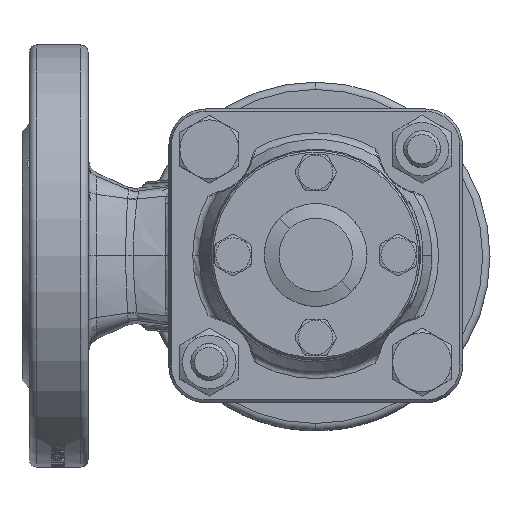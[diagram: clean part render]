
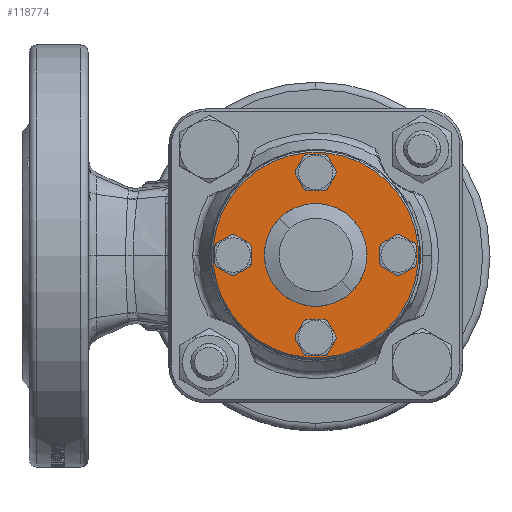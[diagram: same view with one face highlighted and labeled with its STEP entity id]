
A CAD part, top view. The second image highlights one B-rep face of the part: STEP entity #118774.
In plain terms, the highlighted planar face has unit normal (0, 0, 1).
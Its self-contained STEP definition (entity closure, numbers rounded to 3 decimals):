
#117714=CARTESIAN_POINT('',(19.799,-19.799,151.45));
#117715=VERTEX_POINT('',#117714);
#117716=CARTESIAN_POINT('',(-19.799,19.799,151.45));
#117717=VERTEX_POINT('',#117716);
#117718=CARTESIAN_POINT('',(0.,0.,151.45));
#117719=DIRECTION('',(-0.,-0.,1.));
#117720=DIRECTION('',(-0.707,0.707,0.));
#117721=AXIS2_PLACEMENT_3D('',#117718,#117719,#117720);
#117722=CIRCLE('',#117721,28.);
#117723=EDGE_CURVE('NONE',#117715,#117717,#117722,.T.);
#117809=CARTESIAN_POINT('',(-2.333,-20.167,151.45));
#117810=VERTEX_POINT('',#117809);
#117817=CARTESIAN_POINT('',(2.333,-24.833,151.45));
#117818=VERTEX_POINT('',#117817);
#117819=CARTESIAN_POINT('',(0.,-22.5,151.45));
#117820=DIRECTION('',(0.,0.,1.));
#117821=DIRECTION('',(0.707,-0.707,0.));
#117822=AXIS2_PLACEMENT_3D('',#117819,#117820,#117821);
#117823=CIRCLE('',#117822,3.3);
#117824=EDGE_CURVE('NONE',#117810,#117818,#117823,.T.);
#117851=CARTESIAN_POINT('',(20.167,2.333,151.45));
#117852=VERTEX_POINT('',#117851);
#117859=CARTESIAN_POINT('',(24.833,-2.333,151.45));
#117860=VERTEX_POINT('',#117859);
#117861=CARTESIAN_POINT('',(22.5,0.,151.45));
#117862=DIRECTION('',(0.,0.,1.));
#117863=DIRECTION('',(0.707,-0.707,0.));
#117864=AXIS2_PLACEMENT_3D('',#117861,#117862,#117863);
#117865=CIRCLE('',#117864,3.3);
#117866=EDGE_CURVE('NONE',#117852,#117860,#117865,.T.);
#117893=CARTESIAN_POINT('',(-2.333,24.833,151.45));
#117894=VERTEX_POINT('',#117893);
#117901=CARTESIAN_POINT('',(2.333,20.167,151.45));
#117902=VERTEX_POINT('',#117901);
#117903=CARTESIAN_POINT('',(0.,22.5,151.45));
#117904=DIRECTION('',(0.,0.,1.));
#117905=DIRECTION('',(0.707,-0.707,0.));
#117906=AXIS2_PLACEMENT_3D('',#117903,#117904,#117905);
#117907=CIRCLE('',#117906,3.3);
#117908=EDGE_CURVE('NONE',#117894,#117902,#117907,.T.);
#117935=CARTESIAN_POINT('',(-24.833,2.333,151.45));
#117936=VERTEX_POINT('',#117935);
#117943=CARTESIAN_POINT('',(-20.167,-2.333,151.45));
#117944=VERTEX_POINT('',#117943);
#117945=CARTESIAN_POINT('',(-22.5,0.,151.45));
#117946=DIRECTION('',(0.,0.,1.));
#117947=DIRECTION('',(0.707,-0.707,0.));
#117948=AXIS2_PLACEMENT_3D('',#117945,#117946,#117947);
#117949=CIRCLE('',#117948,3.3);
#117950=EDGE_CURVE('NONE',#117936,#117944,#117949,.T.);
#118019=CARTESIAN_POINT('',(9.899,-9.899,151.45));
#118020=VERTEX_POINT('',#118019);
#118027=CARTESIAN_POINT('',(-9.899,9.899,151.45));
#118028=VERTEX_POINT('',#118027);
#118029=CARTESIAN_POINT('',(0.,0.,151.45));
#118030=DIRECTION('',(0.,0.,-1.));
#118031=DIRECTION('',(-0.707,0.707,0.));
#118032=AXIS2_PLACEMENT_3D('',#118029,#118030,#118031);
#118033=CIRCLE('',#118032,14.);
#118034=EDGE_CURVE('NONE',#118028,#118020,#118033,.T.);
#118709=CARTESIAN_POINT('',(-20.153,-20.153,151.45));
#118710=DIRECTION('',(0.,0.,-1.));
#118711=DIRECTION('',(-0.707,0.707,0.));
#118712=AXIS2_PLACEMENT_3D('',#118709,#118710,#118711);
#118713=PLANE('',#118712);
#118714=CARTESIAN_POINT('',(0.,0.,151.45));
#118715=DIRECTION('',(-0.,-0.,1.));
#118716=DIRECTION('',(-0.707,0.707,0.));
#118717=AXIS2_PLACEMENT_3D('',#118714,#118715,#118716);
#118718=CIRCLE('',#118717,28.);
#118719=EDGE_CURVE('NONE',#117717,#117715,#118718,.T.);
#118720=ORIENTED_EDGE('',*,*,#118719,.T.);
#118721=ORIENTED_EDGE('',*,*,#117723,.T.);
#118722=EDGE_LOOP('',(#118720,#118721));
#118723=FACE_BOUND('',#118722,.T.);
#118724=CARTESIAN_POINT('',(0.,-22.5,151.45));
#118725=DIRECTION('',(0.,0.,1.));
#118726=DIRECTION('',(0.707,-0.707,0.));
#118727=AXIS2_PLACEMENT_3D('',#118724,#118725,#118726);
#118728=CIRCLE('',#118727,3.3);
#118729=EDGE_CURVE('NONE',#117818,#117810,#118728,.T.);
#118730=ORIENTED_EDGE('',*,*,#118729,.F.);
#118731=ORIENTED_EDGE('',*,*,#117824,.F.);
#118732=EDGE_LOOP('',(#118730,#118731));
#118733=FACE_BOUND('',#118732,.T.);
#118734=CARTESIAN_POINT('',(22.5,0.,151.45));
#118735=DIRECTION('',(0.,0.,1.));
#118736=DIRECTION('',(0.707,-0.707,0.));
#118737=AXIS2_PLACEMENT_3D('',#118734,#118735,#118736);
#118738=CIRCLE('',#118737,3.3);
#118739=EDGE_CURVE('NONE',#117860,#117852,#118738,.T.);
#118740=ORIENTED_EDGE('',*,*,#118739,.F.);
#118741=ORIENTED_EDGE('',*,*,#117866,.F.);
#118742=EDGE_LOOP('',(#118740,#118741));
#118743=FACE_BOUND('',#118742,.T.);
#118744=CARTESIAN_POINT('',(0.,22.5,151.45));
#118745=DIRECTION('',(0.,0.,1.));
#118746=DIRECTION('',(0.707,-0.707,0.));
#118747=AXIS2_PLACEMENT_3D('',#118744,#118745,#118746);
#118748=CIRCLE('',#118747,3.3);
#118749=EDGE_CURVE('NONE',#117902,#117894,#118748,.T.);
#118750=ORIENTED_EDGE('',*,*,#118749,.F.);
#118751=ORIENTED_EDGE('',*,*,#117908,.F.);
#118752=EDGE_LOOP('',(#118750,#118751));
#118753=FACE_BOUND('',#118752,.T.);
#118754=CARTESIAN_POINT('',(-22.5,0.,151.45));
#118755=DIRECTION('',(0.,0.,1.));
#118756=DIRECTION('',(0.707,-0.707,0.));
#118757=AXIS2_PLACEMENT_3D('',#118754,#118755,#118756);
#118758=CIRCLE('',#118757,3.3);
#118759=EDGE_CURVE('NONE',#117944,#117936,#118758,.T.);
#118760=ORIENTED_EDGE('',*,*,#118759,.F.);
#118761=ORIENTED_EDGE('',*,*,#117950,.F.);
#118762=EDGE_LOOP('',(#118760,#118761));
#118763=FACE_BOUND('',#118762,.T.);
#118764=ORIENTED_EDGE('',*,*,#118034,.T.);
#118765=CARTESIAN_POINT('',(0.,0.,151.45));
#118766=DIRECTION('',(0.,0.,-1.));
#118767=DIRECTION('',(-0.707,0.707,0.));
#118768=AXIS2_PLACEMENT_3D('',#118765,#118766,#118767);
#118769=CIRCLE('',#118768,14.);
#118770=EDGE_CURVE('NONE',#118020,#118028,#118769,.T.);
#118771=ORIENTED_EDGE('',*,*,#118770,.T.);
#118772=EDGE_LOOP('',(#118764,#118771));
#118773=FACE_BOUND('',#118772,.T.);
#118774=ADVANCED_FACE('NONE',(#118723,#118733,#118743,#118753,#118763,#118773),#118713,.F.);
